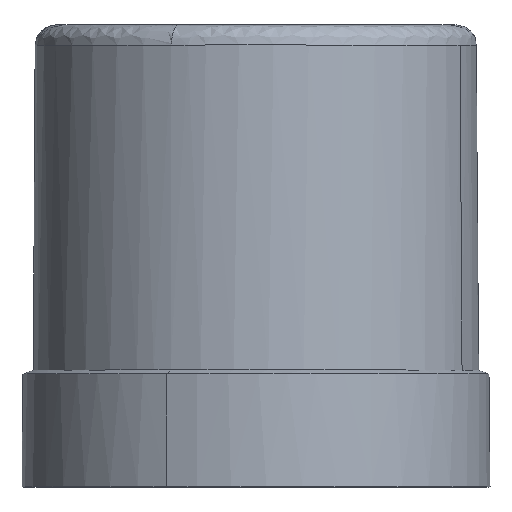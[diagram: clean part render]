
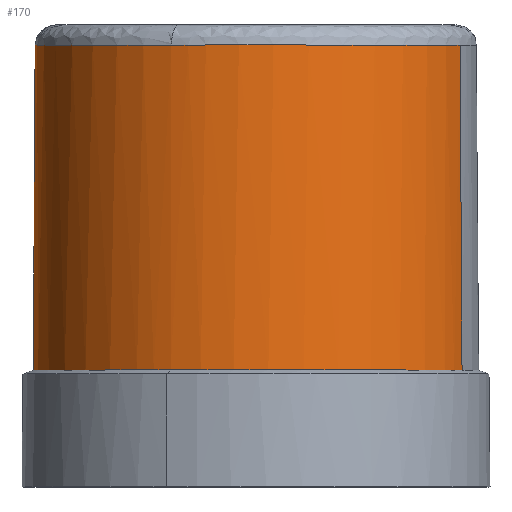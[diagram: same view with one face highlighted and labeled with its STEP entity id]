
A CAD part, top view. The second image highlights one B-rep face of the part: STEP entity #170.
In plain terms, the highlighted free-form (B-spline) face has degree [2, 1] with [5, 2] control points.
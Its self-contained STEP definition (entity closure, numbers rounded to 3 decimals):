
#170=ADVANCED_FACE('',(#324),#2716,.T.);
#324=FACE_OUTER_BOUND('',#482,.T.);
#482=EDGE_LOOP('',(#1365,#1366,#1367,#1368,#1369,#1370));
#1365=ORIENTED_EDGE('',*,*,#1818,.T.);
#1366=ORIENTED_EDGE('',*,*,#1800,.T.);
#1367=ORIENTED_EDGE('',*,*,#1804,.T.);
#1368=ORIENTED_EDGE('',*,*,#1802,.T.);
#1369=ORIENTED_EDGE('',*,*,#1803,.T.);
#1370=ORIENTED_EDGE('',*,*,#1817,.F.);
#1800=EDGE_CURVE('',#2289,#2552,#2252,.T.);
#1802=EDGE_CURVE('',#2555,#2554,#2253,.T.);
#1803=EDGE_CURVE('',#2554,#2562,#2254,.T.);
#1804=EDGE_CURVE('',#2552,#2555,#2196,.T.);
#1817=EDGE_CURVE('',#2561,#2562,#2199,.T.);
#1818=EDGE_CURVE('',#2561,#2289,#2265,.T.);
#2196=B_SPLINE_CURVE_WITH_KNOTS('',1,(#6902,#6903),.UNSPECIFIED.,.F.,.F.,
(2,2),(1.594,17.419),.UNSPECIFIED.);
#2199=B_SPLINE_CURVE_WITH_KNOTS('',1,(#7029,#7030),.UNSPECIFIED.,.F.,.F.,
(2,2),(1.594,17.419),.UNSPECIFIED.);
#2252=(
BOUNDED_CURVE()
B_SPLINE_CURVE(2,(#6889,#6890,#6891,#6892,#6893),.UNSPECIFIED.,.F.,.F.)
B_SPLINE_CURVE_WITH_KNOTS((3,2,3),(0.,12.672,13.065),
 .UNSPECIFIED.)
CURVE()
GEOMETRIC_REPRESENTATION_ITEM()
RATIONAL_B_SPLINE_CURVE((1.,0.831,1.,0.981,1.))
REPRESENTATION_ITEM('')
);
#2253=(
BOUNDED_CURVE()
B_SPLINE_CURVE(2,(#6896,#6897,#6898),.UNSPECIFIED.,.F.,.F.)
B_SPLINE_CURVE_WITH_KNOTS((3,3),(-1.571,0.),.UNSPECIFIED.)
CURVE()
GEOMETRIC_REPRESENTATION_ITEM()
RATIONAL_B_SPLINE_CURVE((1.,0.707,1.))
REPRESENTATION_ITEM('')
);
#2254=(
BOUNDED_CURVE()
B_SPLINE_CURVE(2,(#6899,#6900,#6901),.UNSPECIFIED.,.F.,.F.)
B_SPLINE_CURVE_WITH_KNOTS((3,3),(-6.283,-4.712),
 .UNSPECIFIED.)
CURVE()
GEOMETRIC_REPRESENTATION_ITEM()
RATIONAL_B_SPLINE_CURVE((1.,0.707,1.))
REPRESENTATION_ITEM('')
);
#2265=(
BOUNDED_CURVE()
B_SPLINE_CURVE(2,(#7031,#7032,#7033),.UNSPECIFIED.,.F.,.F.)
B_SPLINE_CURVE_WITH_KNOTS((3,3),(16.896,33.793),
 .UNSPECIFIED.)
CURVE()
GEOMETRIC_REPRESENTATION_ITEM()
RATIONAL_B_SPLINE_CURVE((1.,0.707,1.))
REPRESENTATION_ITEM('')
);
#2289=VERTEX_POINT('',#4429);
#2552=VERTEX_POINT('',#4692);
#2554=VERTEX_POINT('',#4694);
#2555=VERTEX_POINT('',#4695);
#2561=VERTEX_POINT('',#4701);
#2562=VERTEX_POINT('',#4702);
#2716=(
BOUNDED_SURFACE()
B_SPLINE_SURFACE(2,1,((#4388,#4389),(#4390,#4391),(#4392,#4393),(#4394,
#4395),(#4396,#4397)),.UNSPECIFIED.,.F.,.F.,.F.)
B_SPLINE_SURFACE_WITH_KNOTS((3,2,3),(2,2),(3.142,4.712,
6.283),(0.,19.014),.UNSPECIFIED.)
GEOMETRIC_REPRESENTATION_ITEM()
RATIONAL_B_SPLINE_SURFACE(((1.,1.),(0.707,0.707),
(1.,1.),(0.707,0.707),(1.,1.)))
REPRESENTATION_ITEM('')
SURFACE()
);
#4388=CARTESIAN_POINT('',(9.928,23.101,4.112));
#4389=CARTESIAN_POINT('',(10.045,4.088,4.161));
#4390=CARTESIAN_POINT('',(5.816,23.101,14.04));
#4391=CARTESIAN_POINT('',(5.884,4.088,14.206));
#4392=CARTESIAN_POINT('',(-4.112,23.101,9.928));
#4393=CARTESIAN_POINT('',(-4.161,4.088,10.045));
#4394=CARTESIAN_POINT('',(-14.04,23.101,5.816));
#4395=CARTESIAN_POINT('',(-14.206,4.088,5.884));
#4396=CARTESIAN_POINT('',(-9.928,23.101,-4.112));
#4397=CARTESIAN_POINT('',(-10.045,4.088,-4.161));
#4429=CARTESIAN_POINT('',(-4.116,21.507,9.938));
#4692=CARTESIAN_POINT('',(-9.938,21.507,-4.116));
#4694=CARTESIAN_POINT('',(-4.157,5.682,10.035));
#4695=CARTESIAN_POINT('',(-10.035,5.682,-4.157));
#4701=CARTESIAN_POINT('',(9.938,21.507,4.116));
#4702=CARTESIAN_POINT('',(10.035,5.682,4.157));
#6889=CARTESIAN_POINT('',(-4.116,21.507,9.938));
#6890=CARTESIAN_POINT('',(-10.757,21.507,7.187));
#6891=CARTESIAN_POINT('',(-10.757,21.507,0.));
#6892=CARTESIAN_POINT('',(-10.757,21.507,-2.14));
#6893=CARTESIAN_POINT('',(-9.938,21.507,-4.116));
#6896=CARTESIAN_POINT('',(-10.035,5.682,-4.157));
#6897=CARTESIAN_POINT('',(-14.192,5.682,5.879));
#6898=CARTESIAN_POINT('',(-4.157,5.682,10.035));
#6899=CARTESIAN_POINT('',(-4.157,5.682,10.035));
#6900=CARTESIAN_POINT('',(5.879,5.682,14.192));
#6901=CARTESIAN_POINT('',(10.035,5.682,4.157));
#6902=CARTESIAN_POINT('',(-9.938,21.507,-4.116));
#6903=CARTESIAN_POINT('',(-10.035,5.682,-4.157));
#7029=CARTESIAN_POINT('',(9.938,21.507,4.116));
#7030=CARTESIAN_POINT('',(10.035,5.682,4.157));
#7031=CARTESIAN_POINT('',(9.938,21.507,4.116));
#7032=CARTESIAN_POINT('',(5.821,21.507,14.054));
#7033=CARTESIAN_POINT('',(-4.116,21.507,9.938));
